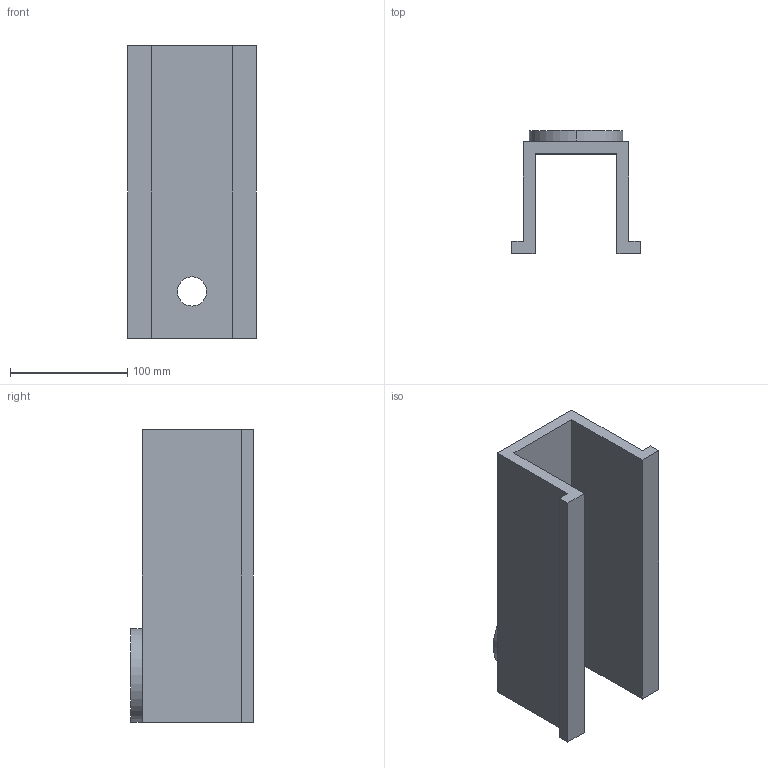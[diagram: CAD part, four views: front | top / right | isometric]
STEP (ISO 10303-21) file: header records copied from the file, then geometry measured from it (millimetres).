
FILE_DESCRIPTION (( 'STEP AP203' ), '1' );
FILE_NAME ('Part1_Default_sldprt.STEP', '2024-05-18T11:21:05', ( '' ), ( '' ), 'SwSTEP 2.0', 'SolidWorks 2016', '' );
FILE_SCHEMA (( 'CONFIG_CONTROL_DESIGN' ));
Length unit declared in the file: millimetre
Products named in the file (1): Part1_Default_sldprt
Bounding box: 110 x 105 x 250 mm (x, y, z)
Volume: 740448 mm3; surface area: 153702.3 mm2
Topology: 1 solids, 1 shells, 19 faces, 49 edges, 32 vertices
Faces by surface type: plane 15, cylinder 4
Entity records: 656 total; most frequent: CARTESIAN_POINT 101, ORIENTED_EDGE 98, DIRECTION 97, EDGE_CURVE 49, LINE 41, VECTOR 41, VERTEX_POINT 32, AXIS2_PLACEMENT_3D 28
